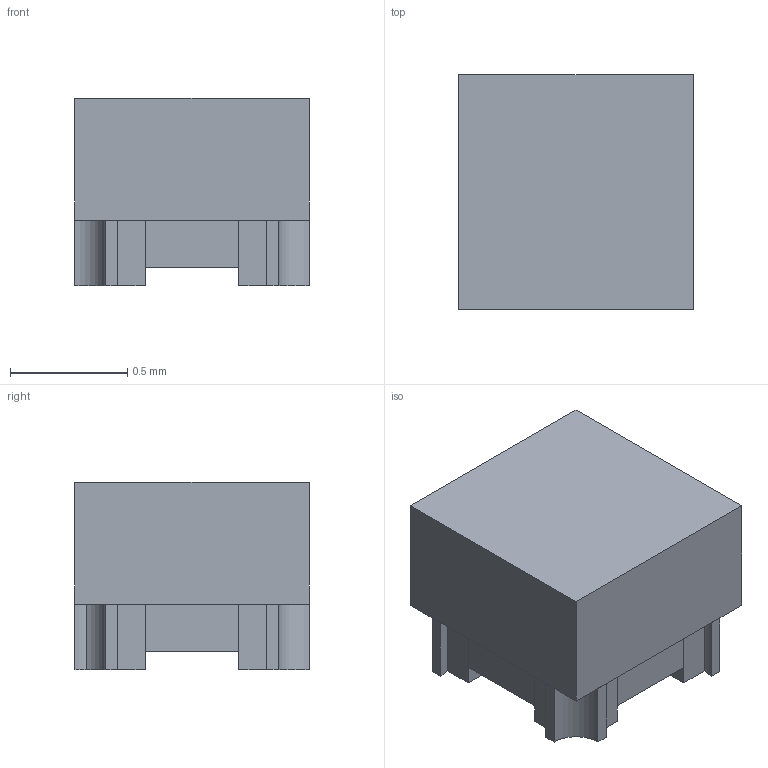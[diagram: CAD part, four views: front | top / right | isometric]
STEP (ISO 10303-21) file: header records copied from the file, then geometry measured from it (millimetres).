
FILE_DESCRIPTION(/* description */ (''),/* implementation_level */ '2;1');
FILE_NAME(/* name */ 'WS2812-1010.step',/* time_stamp */ '2024-03-14T17:00:45+01:00',/* author */ (''),/* organization */ (''),/* preprocessor_version */ 'ST-DEVELOPER v20',/* originating_system */ 'Autodesk Translation Framework v12.20.1.177',/* authorisation */ '');
FILE_SCHEMA (('AUTOMOTIVE_DESIGN { 1 0 10303 214 3 1 1 }'));
Length unit declared in the file: millimetre
Products named in the file (1): WS2812-1010
Bounding box: 1 x 1 x 0.8 mm (x, y, z)
Volume: 0.7 mm3; surface area: 5.3 mm2
Topology: 1 solids, 1 shells, 52 faces, 142 edges, 92 vertices
Faces by surface type: plane 41, cylinder 11
Entity records: 1687 total; most frequent: CARTESIAN_POINT 287, ORIENTED_EDGE 284, DIRECTION 270, EDGE_CURVE 142, LINE 120, VECTOR 120, VERTEX_POINT 92, AXIS2_PLACEMENT_3D 75
